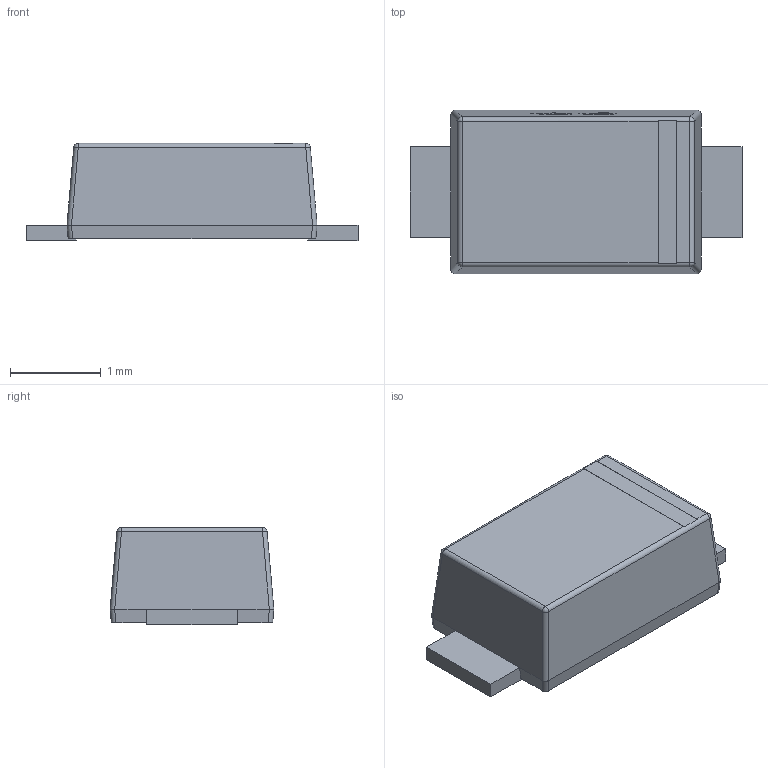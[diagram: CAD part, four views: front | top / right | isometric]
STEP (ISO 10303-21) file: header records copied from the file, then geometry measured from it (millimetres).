
FILE_DESCRIPTION(/* description */ (''),/* implementation_level */ '2;1');
FILE_NAME(/* name */ 'D5.step',/* time_stamp */ '2022-10-03T13:20:46+08:00',/* author */ (''),/* organization */ (''),/* preprocessor_version */ 'ST-DEVELOPER v19',/* originating_system */ 'Autodesk Translation Framework v11.7.0.108',/* authorisation */ '');
FILE_SCHEMA (('AUTOMOTIVE_DESIGN { 1 0 10303 214 3 1 1 }'));
Length unit declared in the file: millimetre
Products named in the file (3): D5; SOD-123_L2.8-W1.8-LS3.7-FD; SOLID
Assembly tree (2 placements, depth 3):
  D5
    SOD-123_L2.8-W1.8-LS3.7-FD
      SOLID
Bounding box: 3.65 x 1.8 x 1.07 mm (x, y, z)
Volume: 5 mm3; surface area: 20.4 mm2
Topology: 1 solids, 1 shells, 264 faces, 709 edges, 462 vertices
Faces by surface type: plane 150, bspline 98, cylinder 12, sphere 4
Entity records: 9162 total; most frequent: CARTESIAN_POINT 2614, ORIENTED_EDGE 1410, DIRECTION 1051, EDGE_CURVE 705, LINE 485, VECTOR 485, VERTEX_POINT 462, EDGE_LOOP 283
